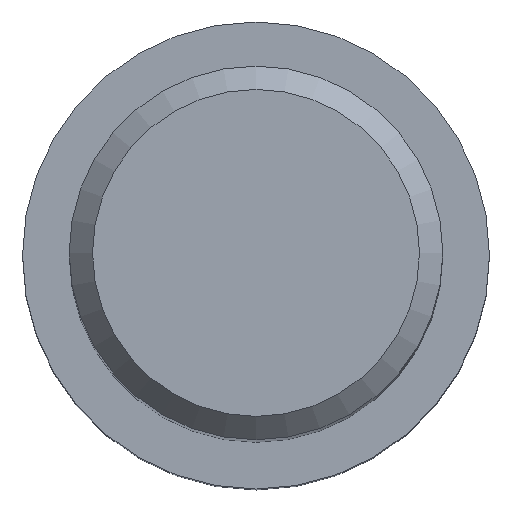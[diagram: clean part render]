
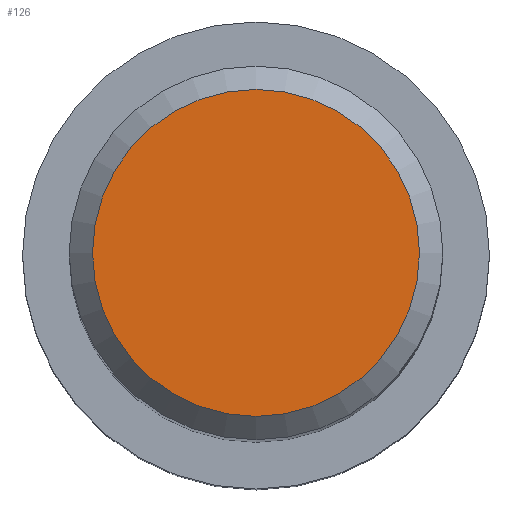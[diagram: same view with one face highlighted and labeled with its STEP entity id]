
A CAD part, top view. The second image highlights one B-rep face of the part: STEP entity #126.
In plain terms, the highlighted planar face has unit normal (0, 0, 1).
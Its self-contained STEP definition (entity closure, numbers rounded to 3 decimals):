
#19=PLANE('',#155);
#43=FACE_OUTER_BOUND('',#63,.T.);
#63=EDGE_LOOP('',(#113));
#73=CIRCLE('',#153,3.5);
#83=VERTEX_POINT('',#228);
#93=EDGE_CURVE('',#83,#83,#73,.T.);
#113=ORIENTED_EDGE('',*,*,#93,.F.);
#126=ADVANCED_FACE('',(#43),#19,.T.);
#153=AXIS2_PLACEMENT_3D('',#229,#194,#195);
#155=AXIS2_PLACEMENT_3D('',#231,#198,#199);
#194=DIRECTION('center_axis',(0.,0.,-1.));
#195=DIRECTION('ref_axis',(-1.,0.,0.));
#198=DIRECTION('center_axis',(0.,0.,1.));
#199=DIRECTION('ref_axis',(1.,0.,0.));
#228=CARTESIAN_POINT('',(3.5,0.,32.));
#229=CARTESIAN_POINT('Origin',(0.,0.,32.));
#231=CARTESIAN_POINT('Origin',(0.,0.,
32.));
